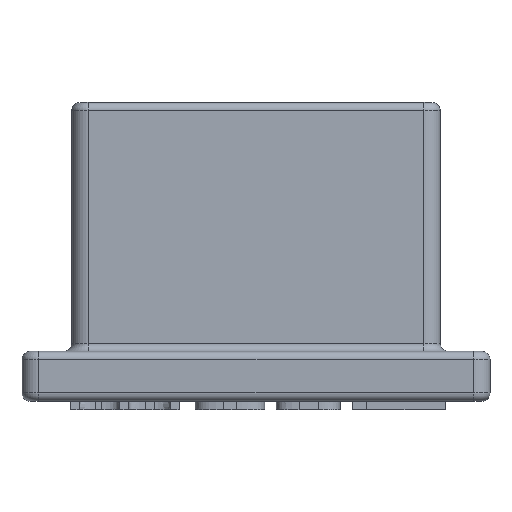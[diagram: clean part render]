
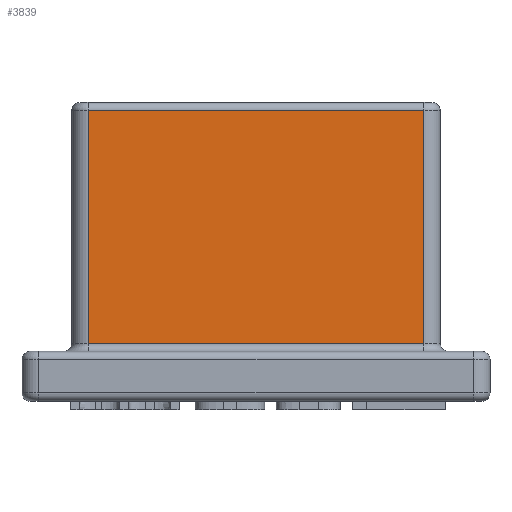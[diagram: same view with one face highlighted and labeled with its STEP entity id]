
A CAD part, front view. The second image highlights one B-rep face of the part: STEP entity #3839.
In plain terms, the highlighted planar face has unit normal (0, -1, 0).
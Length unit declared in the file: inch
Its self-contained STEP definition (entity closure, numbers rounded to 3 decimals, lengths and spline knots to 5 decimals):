
#789 = DIRECTION ( 'NONE',  ( 1., 0., 0. ) ) ;
#843 = CARTESIAN_POINT ( 'NONE',  ( 0.202, -0.025, -0.29 ) ) ;
#847 = VECTOR ( 'NONE', #789, 39.37008 ) ;
#855 = LINE ( 'NONE', #843, #847 ) ;
#912 = CARTESIAN_POINT ( 'NONE',  ( -0.202, -0.025, -0.29 ) ) ;
#918 = DIRECTION ( 'NONE',  ( -1., 0., 0. ) ) ;
#925 = VECTOR ( 'NONE', #918, 39.37008 ) ;
#929 = CARTESIAN_POINT ( 'NONE',  ( 0.202, -0.025, -0.01 ) ) ;
#955 = CARTESIAN_POINT ( 'NONE',  ( -0.202, -0.025, -0.01 ) ) ;
#956 = LINE ( 'NONE', #955, #925 ) ;
#1021 = DIRECTION ( 'NONE',  ( 0., 0., -1. ) ) ;
#1022 = VECTOR ( 'NONE', #1021, 39.37008 ) ;
#1023 = CARTESIAN_POINT ( 'NONE',  ( -0.202, -0.025, -0.3 ) ) ;
#1024 = LINE ( 'NONE', #1023, #1022 ) ;
#1589 = CARTESIAN_POINT ( 'NONE',  ( -0.202, -0.025, -0.01 ) ) ;
#1617 = DIRECTION ( 'NONE',  ( 0., -1., 0. ) ) ;
#1623 = FACE_OUTER_BOUND ( 'NONE', #3837, .T. ) ;
#1729 = DIRECTION ( 'NONE',  ( 0., 0., -1. ) ) ;
#1731 = CARTESIAN_POINT ( 'NONE',  ( 0.202, -0.025, -0.29 ) ) ;
#1734 = PLANE ( 'NONE',  #1751 ) ;
#1735 = DIRECTION ( 'NONE',  ( 0., 0., 1. ) ) ;
#1736 = VECTOR ( 'NONE', #1735, 39.37008 ) ;
#1737 = CARTESIAN_POINT ( 'NONE',  ( 0.202, -0.025, -0.3 ) ) ;
#1738 = LINE ( 'NONE', #1737, #1736 ) ;
#1739 = CARTESIAN_POINT ( 'NONE',  ( -0.222, -0.025, -0.3 ) ) ;
#1751 = AXIS2_PLACEMENT_3D ( 'NONE', #1739, #1617, #1729 ) ;
#3837 = EDGE_LOOP ( 'NONE', ( #3842, #4040, #4045, #4046 ) ) ;
#3838 = EDGE_CURVE ( 'NONE', #3840, #4042, #1738, .T. ) ;
#3839 = ADVANCED_FACE ( 'NONE', ( #1623 ), #1734, .T. ) ;
#3840 = VERTEX_POINT ( 'NONE', #1731 ) ;
#3842 = ORIENTED_EDGE ( 'NONE', *, *, #3838, .T. ) ;
#3864 = VERTEX_POINT ( 'NONE', #1589 ) ;
#3917 = EDGE_CURVE ( 'NONE', #4043, #3840, #855, .T. ) ;
#4040 = ORIENTED_EDGE ( 'NONE', *, *, #4041, .T. ) ;
#4041 = EDGE_CURVE ( 'NONE', #4042, #3864, #956, .T. ) ;
#4042 = VERTEX_POINT ( 'NONE', #929 ) ;
#4043 = VERTEX_POINT ( 'NONE', #912 ) ;
#4044 = EDGE_CURVE ( 'NONE', #3864, #4043, #1024, .T. ) ;
#4045 = ORIENTED_EDGE ( 'NONE', *, *, #4044, .T. ) ;
#4046 = ORIENTED_EDGE ( 'NONE', *, *, #3917, .T. ) ;
